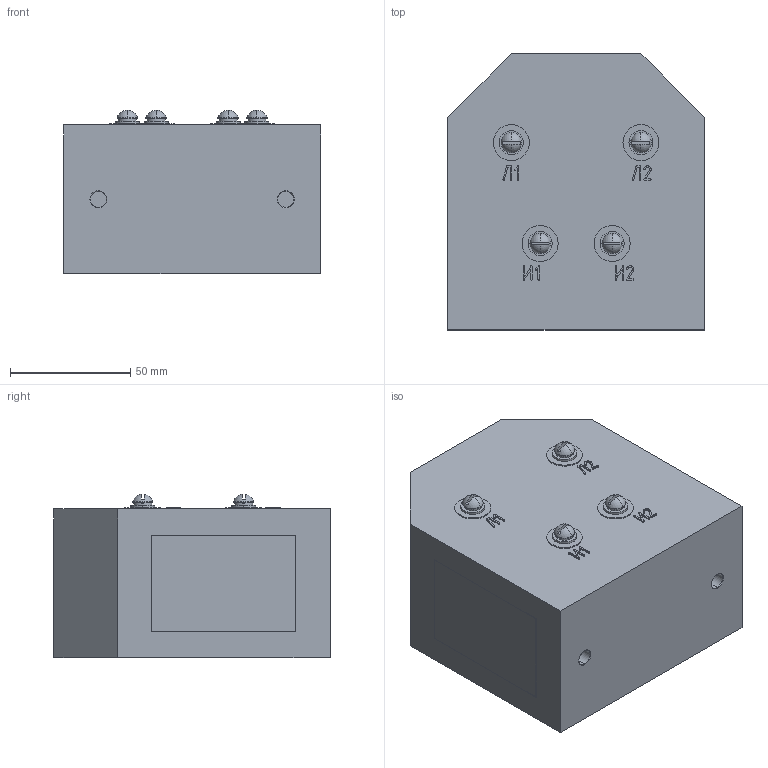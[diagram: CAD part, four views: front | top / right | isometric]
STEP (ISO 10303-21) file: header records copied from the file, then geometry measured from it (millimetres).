
FILE_DESCRIPTION (( 'STEP AP214' ), '1' );
FILE_NAME ('ﾒﾒ-0,66-ﾒﾐﾑ .STEP', '2023-07-31T19:27:52', ( '' ), ( '' ), 'SwSTEP 2.0', 'SolidWorks 2019', '' );
FILE_SCHEMA (( 'AUTOMOTIVE_DESIGN' ));
Length unit declared in the file: millimetre
Products named in the file (1): ﾒﾒ-0,66-ﾒﾐﾑ 
Bounding box: 107.1 x 115 x 68.16 mm (x, y, z)
Volume: 720379 mm3; surface area: 52218.5 mm2
Topology: 13 solids, 13 shells, 277 faces, 656 edges, 428 vertices
Faces by surface type: plane 115, bspline 74, cylinder 60, cone 12, torus 8, sphere 8
Entity records: 13235 total; most frequent: CARTESIAN_POINT 4012, ORIENTED_EDGE 1312, DIRECTION 1080, EDGE_CURVE 656, VERTEX_POINT 428, AXIS2_PLACEMENT_3D 384, LINE 312, VECTOR 312
